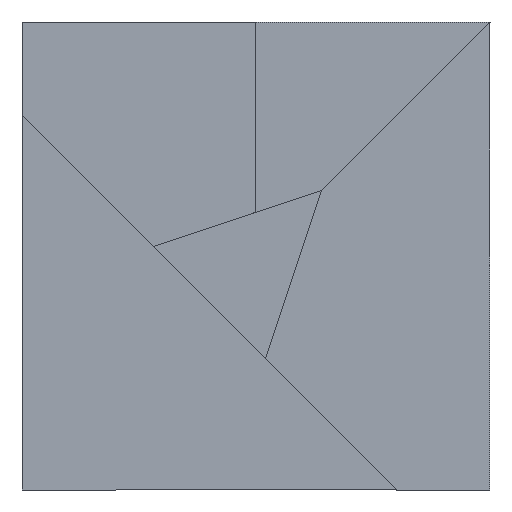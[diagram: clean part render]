
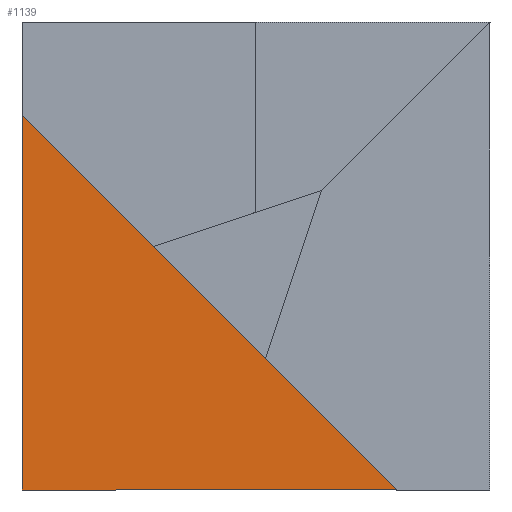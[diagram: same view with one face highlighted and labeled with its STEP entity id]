
A CAD part, front view. The second image highlights one B-rep face of the part: STEP entity #1139.
In plain terms, the highlighted planar face has unit normal (0, -1, 0).
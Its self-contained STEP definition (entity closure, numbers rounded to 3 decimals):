
#3 = EDGE_CURVE ( 'NONE', #30, #678, #684, .T. ) ;
#30 = VERTEX_POINT ( 'NONE', #545 ) ;
#135 = EDGE_CURVE ( 'NONE', #362, #30, #717, .T. ) ;
#154 = AXIS2_PLACEMENT_3D ( 'NONE', #309, #1429, #963 ) ;
#161 = EDGE_CURVE ( 'NONE', #678, #362, #1370, .T. ) ;
#176 = DIRECTION ( 'NONE',  ( 0.707, 0., -0.707 ) ) ;
#186 = CARTESIAN_POINT ( 'NONE',  ( 0., 0., -100. ) ) ;
#309 = CARTESIAN_POINT ( 'NONE',  ( 0., 0., 0. ) ) ;
#362 = VERTEX_POINT ( 'NONE', #1320 ) ;
#372 = CARTESIAN_POINT ( 'NONE',  ( 80., 0., -100. ) ) ;
#378 = VECTOR ( 'NONE', #176, 1000. ) ;
#395 = VECTOR ( 'NONE', #1269, 1000. ) ;
#479 = ORIENTED_EDGE ( 'NONE', *, *, #135, .F. ) ;
#541 = CARTESIAN_POINT ( 'NONE',  ( 0., 0., 0. ) ) ;
#545 = CARTESIAN_POINT ( 'NONE',  ( 0., 0., -20. ) ) ;
#678 = VERTEX_POINT ( 'NONE', #372 ) ;
#684 = LINE ( 'NONE', #1399, #378 ) ;
#717 = LINE ( 'NONE', #541, #395 ) ;
#963 = DIRECTION ( 'NONE',  ( 0., 0., 1. ) ) ;
#1022 = PLANE ( 'NONE',  #154 ) ;
#1027 = DIRECTION ( 'NONE',  ( -1., 0., 0. ) ) ;
#1104 = ORIENTED_EDGE ( 'NONE', *, *, #3, .F. ) ;
#1139 = ADVANCED_FACE ( 'NONE', ( #1221 ), #1022, .F. ) ;
#1221 = FACE_OUTER_BOUND ( 'NONE', #1382, .T. ) ;
#1269 = DIRECTION ( 'NONE',  ( 0., 0., 1. ) ) ;
#1320 = CARTESIAN_POINT ( 'NONE',  ( 0., 0., -100. ) ) ;
#1335 = VECTOR ( 'NONE', #1027, 1000. ) ;
#1370 = LINE ( 'NONE', #186, #1335 ) ;
#1382 = EDGE_LOOP ( 'NONE', ( #1104, #479, #1398 ) ) ;
#1398 = ORIENTED_EDGE ( 'NONE', *, *, #161, .F. ) ;
#1399 = CARTESIAN_POINT ( 'NONE',  ( 0., 0., -20. ) ) ;
#1429 = DIRECTION ( 'NONE',  ( 0., 1., 0. ) ) ;
